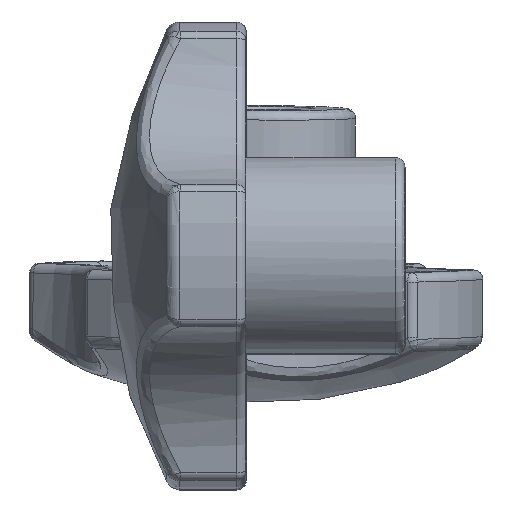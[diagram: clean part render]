
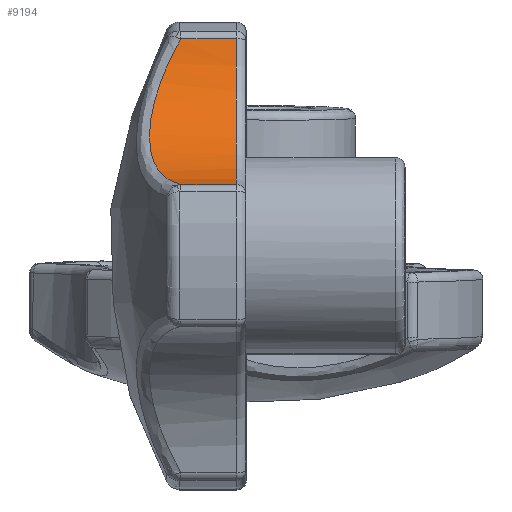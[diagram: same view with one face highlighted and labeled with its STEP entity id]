
A CAD part, left-side view. The second image highlights one B-rep face of the part: STEP entity #9194.
In plain terms, the highlighted cylindrical face has radius 18 mm (diameter 36 mm), a partial arc.
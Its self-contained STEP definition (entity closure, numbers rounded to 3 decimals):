
#575=CIRCLE('',#9996,18.);
#1239=CYLINDRICAL_SURFACE('',#10011,18.);
#1586=FACE_OUTER_BOUND('',#2227,.T.);
#2227=EDGE_LOOP('',(#6749,#6750,#6751,#6752));
#2808=B_SPLINE_CURVE_WITH_KNOTS('',3,(#15872,#15873,#15874,#15875,#15876,
#15877,#15878),.UNSPECIFIED.,.F.,.F.,(4,1,1,1,4),(0.735,1.502,
1.885,2.652,3.419),.UNSPECIFIED.);
#3138=LINE('',#16041,#3462);
#3141=LINE('',#16076,#3465);
#3462=VECTOR('',#11695,5.953);
#3465=VECTOR('',#11754,5.953);
#3892=VERTEX_POINT('',#15471);
#3896=VERTEX_POINT('',#15553);
#3921=VERTEX_POINT('',#16034);
#3923=VERTEX_POINT('',#16049);
#4882=EDGE_CURVE('',#3892,#3896,#2808,.T.);
#4918=EDGE_CURVE('',#3921,#3892,#3138,.T.);
#4936=EDGE_CURVE('',#3896,#3923,#3141,.T.);
#4938=EDGE_CURVE('',#3923,#3921,#575,.T.);
#6749=ORIENTED_EDGE('',*,*,#4882,.F.);
#6750=ORIENTED_EDGE('',*,*,#4918,.F.);
#6751=ORIENTED_EDGE('',*,*,#4938,.F.);
#6752=ORIENTED_EDGE('',*,*,#4936,.F.);
#9194=ADVANCED_FACE('',(#1586),#1239,.F.);
#9996=AXIS2_PLACEMENT_3D('',#16079,#11758,#11759);
#10011=AXIS2_PLACEMENT_3D('',#16095,#11789,#11790);
#11695=DIRECTION('',(0.,1.,0.));
#11754=DIRECTION('',(0.,-1.,0.));
#11758=DIRECTION('center_axis',(0.,1.,0.));
#11759=DIRECTION('ref_axis',(0.707,0.,-0.707));
#11789=DIRECTION('center_axis',(0.,-1.,0.));
#11790=DIRECTION('ref_axis',(-1.,0.,0.));
#15471=CARTESIAN_POINT('',(-23.198,6.953,7.598));
#15553=CARTESIAN_POINT('',(-7.598,6.953,23.198));
#15872=CARTESIAN_POINT('Ctrl Pts',(-23.198,6.953,7.598));
#15873=CARTESIAN_POINT('Ctrl Pts',(-21.123,8.137,7.86));
#15874=CARTESIAN_POINT('Ctrl Pts',(-17.886,9.538,8.84));
#15875=CARTESIAN_POINT('Ctrl Pts',(-12.985,10.533,12.094));
#15876=CARTESIAN_POINT('Ctrl Pts',(-9.155,10.015,16.794));
#15877=CARTESIAN_POINT('Ctrl Pts',(-7.86,8.137,21.123));
#15878=CARTESIAN_POINT('Ctrl Pts',(-7.598,6.953,23.198));
#16034=CARTESIAN_POINT('',(-23.198,1.,7.598));
#16041=CARTESIAN_POINT('',(-23.198,4.,7.598));
#16049=CARTESIAN_POINT('',(-7.598,1.,23.198));
#16076=CARTESIAN_POINT('',(-7.598,4.,23.198));
#16079=CARTESIAN_POINT('Origin',(-25.456,1.,25.456));
#16095=CARTESIAN_POINT('Origin',(-25.456,14.7,25.456));
